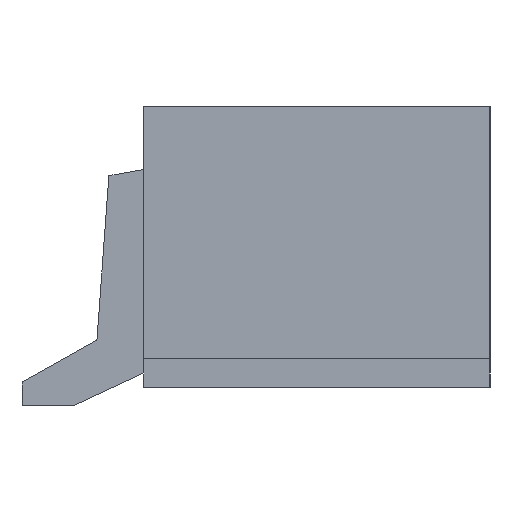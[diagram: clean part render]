
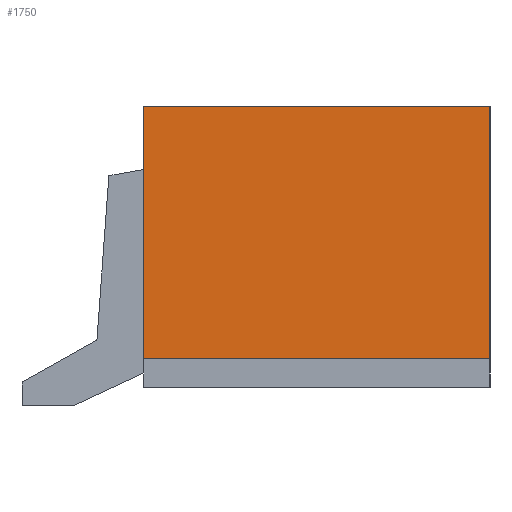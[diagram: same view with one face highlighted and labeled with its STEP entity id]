
A CAD part, left-side view. The second image highlights one B-rep face of the part: STEP entity #1750.
In plain terms, the highlighted planar face has unit normal (-1, 0, 0).
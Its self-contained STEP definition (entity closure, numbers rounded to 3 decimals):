
#64=FACE_OUTER_BOUND('',#166,.T.);
#166=EDGE_LOOP('',(#1255,#1256,#1257,#1258));
#303=LINE('',#2546,#547);
#309=LINE('',#2558,#553);
#310=LINE('',#2561,#554);
#311=LINE('',#2562,#555);
#547=VECTOR('',#2070,10.);
#553=VECTOR('',#2082,10.);
#554=VECTOR('',#2085,10.);
#555=VECTOR('',#2086,10.);
#771=VERTEX_POINT('',#2543);
#772=VERTEX_POINT('',#2545);
#775=VERTEX_POINT('',#2556);
#776=VERTEX_POINT('',#2560);
#951=EDGE_CURVE('',#771,#772,#303,.T.);
#957=EDGE_CURVE('',#771,#775,#309,.T.);
#958=EDGE_CURVE('',#776,#775,#310,.T.);
#959=EDGE_CURVE('',#772,#776,#311,.T.);
#1255=ORIENTED_EDGE('',*,*,#951,.F.);
#1256=ORIENTED_EDGE('',*,*,#957,.T.);
#1257=ORIENTED_EDGE('',*,*,#958,.F.);
#1258=ORIENTED_EDGE('',*,*,#959,.F.);
#1648=PLANE('',#1886);
#1750=ADVANCED_FACE('',(#64),#1648,.T.);
#1886=AXIS2_PLACEMENT_3D('',#2559,#2083,#2084);
#2070=DIRECTION('',(0.,0.,-1.));
#2082=DIRECTION('',(0.,1.,0.));
#2083=DIRECTION('center_axis',(-1.,0.,0.));
#2084=DIRECTION('ref_axis',(0.,0.,1.));
#2085=DIRECTION('',(0.,0.,1.));
#2086=DIRECTION('',(0.,1.,0.));
#2543=CARTESIAN_POINT('',(0.,0.,3.));
#2545=CARTESIAN_POINT('',(0.,0.,0.3));
#2546=CARTESIAN_POINT('',(0.,0.,3.));
#2556=CARTESIAN_POINT('',(0.,3.7,3.));
#2558=CARTESIAN_POINT('',(0.,0.,3.));
#2559=CARTESIAN_POINT('Origin',(0.,0.,0.3));
#2560=CARTESIAN_POINT('',(0.,3.7,0.3));
#2561=CARTESIAN_POINT('',(0.,3.7,3.));
#2562=CARTESIAN_POINT('',(0.,0.,0.3));
